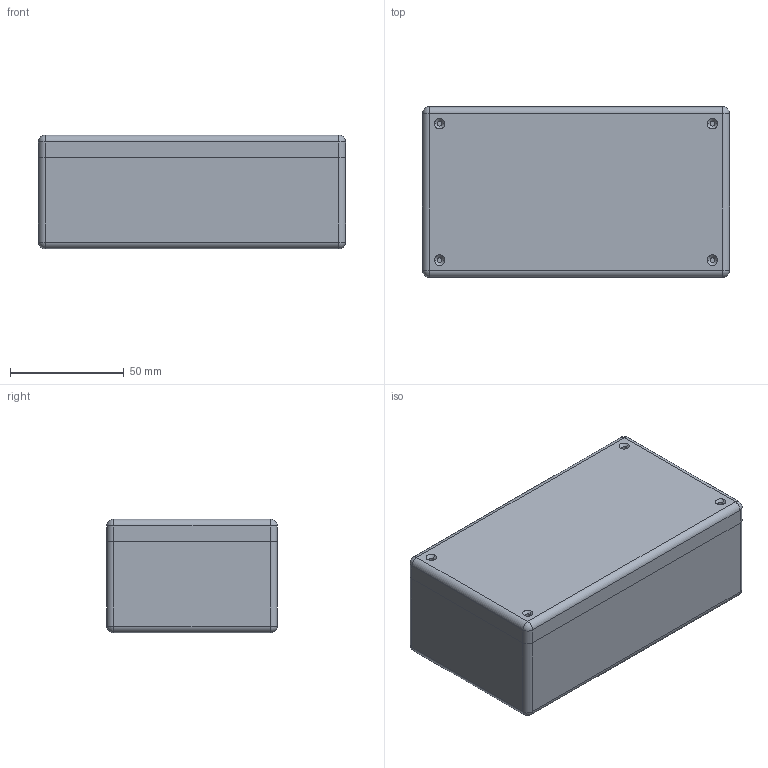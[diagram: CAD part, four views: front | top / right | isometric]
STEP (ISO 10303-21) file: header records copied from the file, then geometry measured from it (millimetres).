
FILE_DESCRIPTION (( 'STEP AP214' ), '1' );
FILE_NAME ('Gainta G1098.STEP', '2021-03-07T19:51:36', ( '' ), ( '' ), 'SwSTEP 2.0', 'SolidWorks 2017', '' );
FILE_SCHEMA (( 'AUTOMOTIVE_DESIGN' ));
Length unit declared in the file: millimetre
Products named in the file (3): Êðûøêà; ﾎ魵瑙韃; Gainta G1098
Assembly tree (2 placements, depth 2):
  Gainta G1098
    ﾎ魵瑙韃
    Êðûøêà
Bounding box: 135 x 75 x 50 mm (x, y, z)
Volume: 136642.4 mm3; surface area: 87380.5 mm2
Topology: 2 solids, 2 shells, 260 faces, 672 edges, 432 vertices
Faces by surface type: plane 180, cylinder 64, sphere 8, cone 8
Entity records: 7914 total; most frequent: CARTESIAN_POINT 1361, DIRECTION 1330, ORIENTED_EDGE 1328, EDGE_CURVE 664, LINE 528, VECTOR 528, VERTEX_POINT 432, AXIS2_PLACEMENT_3D 401
